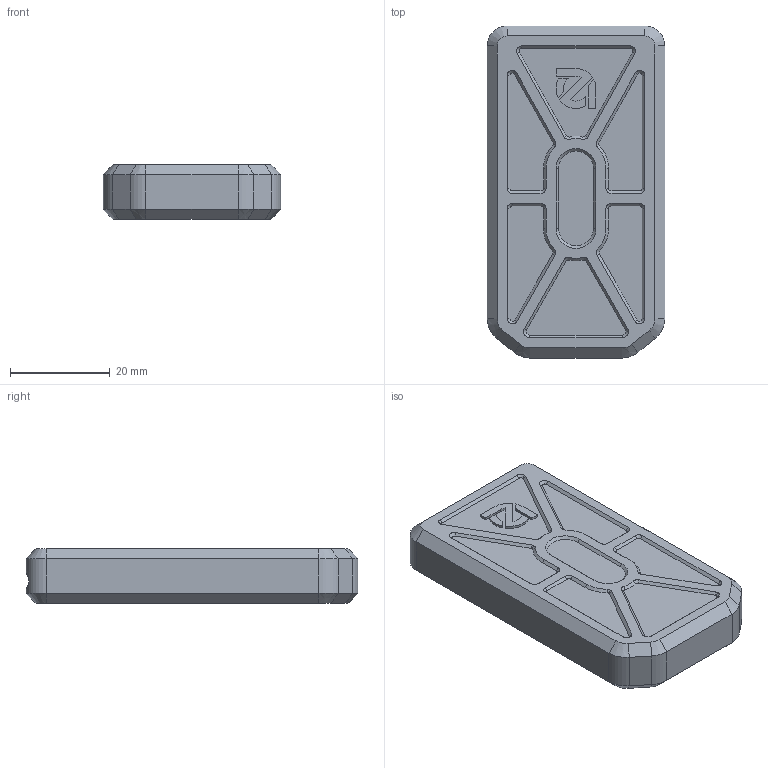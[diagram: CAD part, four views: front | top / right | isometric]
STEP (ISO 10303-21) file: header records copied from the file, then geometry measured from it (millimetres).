
FILE_DESCRIPTION(('HOOPS Exchange Step'),'2;1');
FILE_NAME('temp_export','2024-10-14T15:48:30+09:00',('mobile'),('Shapr3D Limited'),'HOOPS Exchange 2024.2','Shapr3D','Authorized');
FILE_SCHEMA( ('AP242_MANAGED_MODEL_BASED_3D_ENGINEERING_MIM_LF {1 0 10303 442 1 1 4 }') );
Length unit declared in the file: millimetre
Products named in the file (1): AKM-GBB
Bounding box: 35.5 x 66.4 x 11 mm (x, y, z)
Volume: 12852.2 mm3; surface area: 7772.8 mm2
Topology: 1 solids, 1 shells, 185 faces, 480 edges, 308 vertices
Faces by surface type: plane 97, cone 65, cylinder 23
Full cylindrical faces by diameter (mm): 17 x1
Entity records: 5761 total; most frequent: CARTESIAN_POINT 1071, DIRECTION 1005, ORIENTED_EDGE 960, EDGE_CURVE 480, AXIS2_PLACEMENT_3D 346, VECTOR 313, LINE 313, VERTEX_POINT 308
